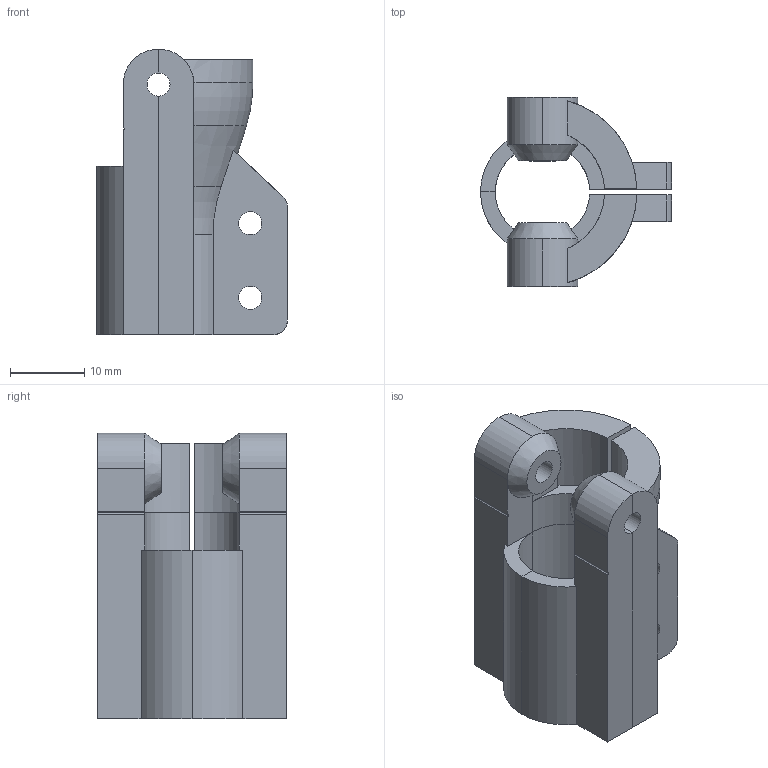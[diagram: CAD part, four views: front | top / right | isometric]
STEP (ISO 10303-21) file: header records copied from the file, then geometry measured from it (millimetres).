
FILE_DESCRIPTION(('FreeCAD Model'),'2;1');
FILE_NAME('Open CASCADE Shape Model','2022-02-13T15:32:27',(''),(''), 'Open CASCADE STEP processor 7.5','FreeCAD','Unknown');
FILE_SCHEMA(('AUTOMOTIVE_DESIGN { 1 0 10303 214 1 1 1 1 }'));
Length unit declared in the file: millimetre
Products named in the file (1): Body
Bounding box: 25.7 x 25.4 x 38.43 mm (x, y, z)
Volume: 8700.5 mm3; surface area: 5799.2 mm2
Topology: 1 solids, 1 shells, 100 faces, 257 edges, 157 vertices
Faces by surface type: plane 54, cylinder 37, cone 4, torus 3, revolution 2
Full cylindrical faces by diameter (mm): 3.104 x6
Entity records: 7069 total; most frequent: CARTESIAN_POINT 1916, DIRECTION 978, LINE 535, VECTOR 535, ORIENTED_EDGE 514, PCURVE 514, DEFINITIONAL_REPRESENTATION 514, EDGE_CURVE 257
